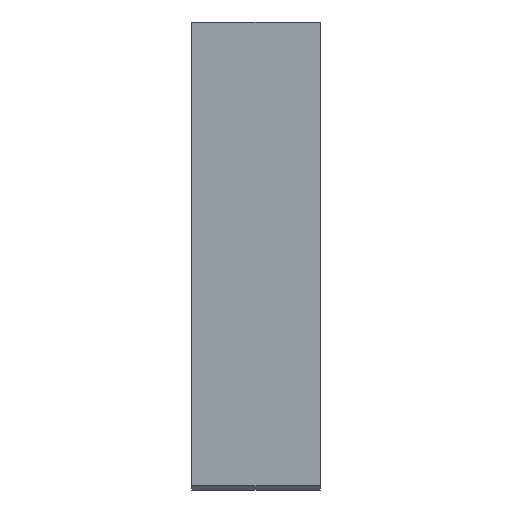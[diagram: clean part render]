
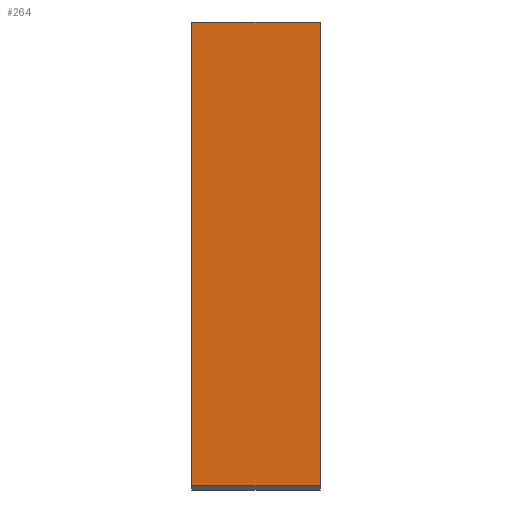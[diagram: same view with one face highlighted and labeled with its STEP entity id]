
A CAD part, top view. The second image highlights one B-rep face of the part: STEP entity #264.
In plain terms, the highlighted planar face has unit normal (0, 0, 1).
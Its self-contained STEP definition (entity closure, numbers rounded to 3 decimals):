
#15=PLANE('',#295);
#46=FACE_OUTER_BOUND('',#61,.T.);
#61=EDGE_LOOP('',(#202,#203,#204,#205));
#76=LINE('',#566,#91);
#77=LINE('',#569,#92);
#78=LINE('',#571,#93);
#79=LINE('',#572,#94);
#91=VECTOR('',#331,10.);
#92=VECTOR('',#334,10.);
#93=VECTOR('',#335,10.);
#94=VECTOR('',#336,10.);
#123=VERTEX_POINT('',#534);
#124=VERTEX_POINT('',#550);
#125=VERTEX_POINT('',#568);
#126=VERTEX_POINT('',#570);
#156=EDGE_CURVE('',#123,#124,#76,.T.);
#157=EDGE_CURVE('',#125,#123,#77,.T.);
#158=EDGE_CURVE('',#126,#124,#78,.T.);
#159=EDGE_CURVE('',#125,#126,#79,.T.);
#202=ORIENTED_EDGE('',*,*,#157,.T.);
#203=ORIENTED_EDGE('',*,*,#156,.T.);
#204=ORIENTED_EDGE('',*,*,#158,.F.);
#205=ORIENTED_EDGE('',*,*,#159,.F.);
#264=ADVANCED_FACE('',(#46),#15,.T.);
#295=AXIS2_PLACEMENT_3D('',#567,#332,#333);
#331=DIRECTION('',(1.,0.,0.));
#332=DIRECTION('center_axis',(0.,0.,1.));
#333=DIRECTION('ref_axis',(0.,-1.,0.));
#334=DIRECTION('',(0.,-1.,0.));
#335=DIRECTION('',(0.,-1.,0.));
#336=DIRECTION('',(1.,0.,0.));
#534=CARTESIAN_POINT('',(-2.5,-6.015,-4.5));
#550=CARTESIAN_POINT('',(2.5,-6.015,-4.5));
#566=CARTESIAN_POINT('',(-2.5,-6.015,-4.5));
#567=CARTESIAN_POINT('Origin',(-2.5,12.,-4.5));
#568=CARTESIAN_POINT('',(-2.5,12.,-4.5));
#569=CARTESIAN_POINT('',(-2.5,14.5,-4.5));
#570=CARTESIAN_POINT('',(2.5,12.,-4.5));
#571=CARTESIAN_POINT('',(2.5,14.5,-4.5));
#572=CARTESIAN_POINT('',(-2.5,12.,-4.5));
